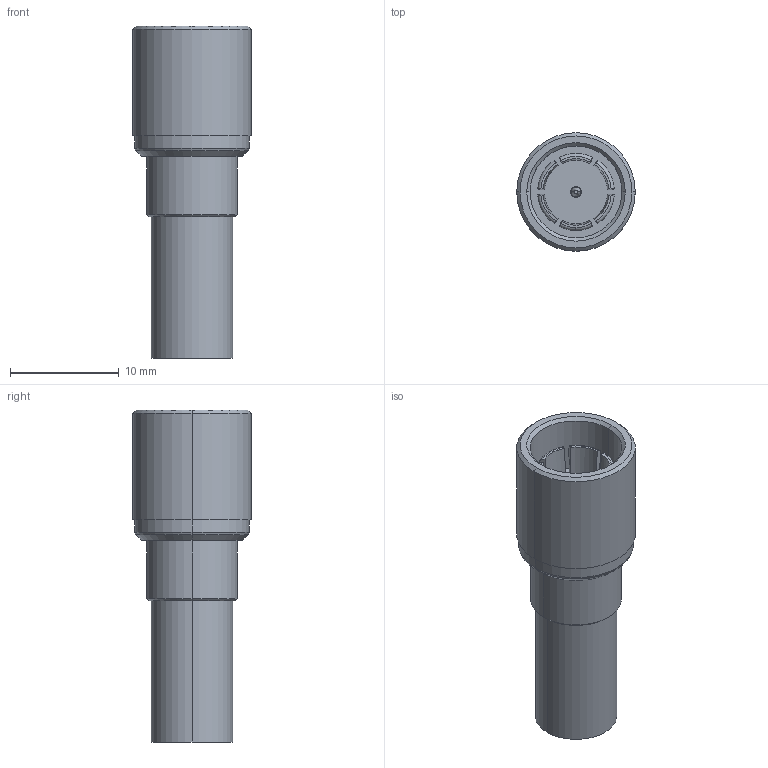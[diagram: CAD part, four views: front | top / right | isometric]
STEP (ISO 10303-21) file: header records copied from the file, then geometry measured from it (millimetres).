
FILE_DESCRIPTION (( 'STEP AP214' ), '1' );
FILE_NAME ('J01070K2000.STEP', '2019-07-10T13:08:32', ( '' ), ( '' ), 'SwSTEP 2.0', 'SolidWorks 2018', '' );
FILE_SCHEMA (( 'AUTOMOTIVE_DESIGN' ));
Length unit declared in the file: millimetre
Products named in the file (1): J01070K2000
Bounding box: 10.9 x 10.9 x 30.55 mm (x, y, z)
Volume: 1397.2 mm3; surface area: 1580.1 mm2
Topology: 1 solids, 1 shells, 100 faces, 230 edges, 147 vertices
Faces by surface type: cylinder 32, cone 30, plane 29, torus 9
Entity records: 4027 total; most frequent: CARTESIAN_POINT 686, DIRECTION 476, ORIENTED_EDGE 460, EDGE_CURVE 230, AXIS2_PLACEMENT_3D 195, VERTEX_POINT 147, EDGE_LOOP 115, ADVANCED_FACE 100
